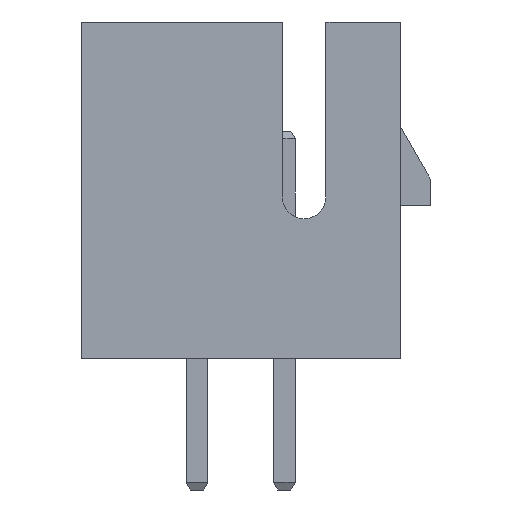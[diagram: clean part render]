
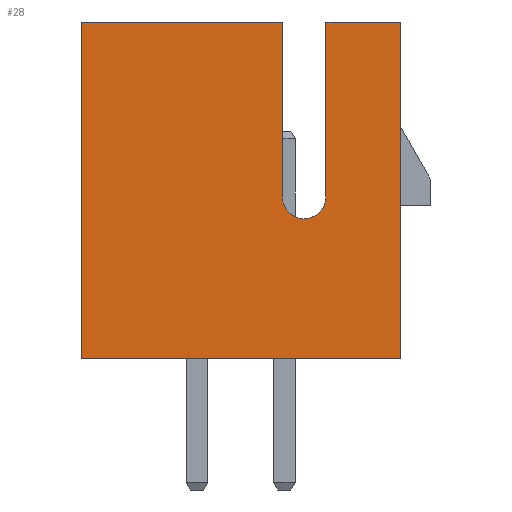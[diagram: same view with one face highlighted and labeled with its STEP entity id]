
A CAD part, left-side view. The second image highlights one B-rep face of the part: STEP entity #28.
In plain terms, the highlighted planar face has unit normal (-1, 0, 0).
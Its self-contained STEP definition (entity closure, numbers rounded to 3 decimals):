
#28 = ADVANCED_FACE ( 'NONE', ( #3317 ), #598, .T. ) ;
#34 = CARTESIAN_POINT ( 'NONE',  ( -10., 3.65, 7.7 ) ) ;
#153 = LINE ( 'NONE', #5215, #3023 ) ;
#206 = CIRCLE ( 'NONE', #683, 0.5 ) ;
#283 = VERTEX_POINT ( 'NONE', #1906 ) ;
#472 = DIRECTION ( 'NONE',  ( 0., 0., 1. ) ) ;
#477 = ORIENTED_EDGE ( 'NONE', *, *, #490, .T. ) ;
#490 = EDGE_CURVE ( 'NONE', #4598, #4022, #4991, .T. ) ;
#502 = DIRECTION ( 'NONE',  ( 0., 0., -1. ) ) ;
#521 = ORIENTED_EDGE ( 'NONE', *, *, #1228, .T. ) ;
#524 = LINE ( 'NONE', #4139, #5621 ) ;
#528 = EDGE_CURVE ( 'NONE', #2052, #283, #153, .T. ) ;
#598 = PLANE ( 'NONE',  #624 ) ;
#624 = AXIS2_PLACEMENT_3D ( 'NONE', #2154, #1699, #2608 ) ;
#640 = VERTEX_POINT ( 'NONE', #4424 ) ;
#683 = AXIS2_PLACEMENT_3D ( 'NONE', #1081, #5159, #1530 ) ;
#842 = ORIENTED_EDGE ( 'NONE', *, *, #2434, .T. ) ;
#862 = DIRECTION ( 'NONE',  ( 0., 1., 0. ) ) ;
#903 = VERTEX_POINT ( 'NONE', #3426 ) ;
#919 = LINE ( 'NONE', #5095, #1042 ) ;
#1042 = VECTOR ( 'NONE', #5441, 1000. ) ;
#1081 = CARTESIAN_POINT ( 'NONE',  ( -10., -1.45, 3.7 ) ) ;
#1103 = EDGE_LOOP ( 'NONE', ( #842, #3086, #521, #5308, #2536, #3497, #477, #1375 ) ) ;
#1228 = EDGE_CURVE ( 'NONE', #283, #903, #5443, .T. ) ;
#1375 = ORIENTED_EDGE ( 'NONE', *, *, #2120, .T. ) ;
#1506 = CARTESIAN_POINT ( 'NONE',  ( -10., -1.95, 3.7 ) ) ;
#1530 = DIRECTION ( 'NONE',  ( 0., 0., 1. ) ) ;
#1559 = VERTEX_POINT ( 'NONE', #2852 ) ;
#1699 = DIRECTION ( 'NONE',  ( -1., 0., 0. ) ) ;
#1812 = CARTESIAN_POINT ( 'NONE',  ( -10., 3.65, 0. ) ) ;
#1872 = VECTOR ( 'NONE', #4108, 1000. ) ;
#1906 = CARTESIAN_POINT ( 'NONE',  ( -10., -0.95, 7.7 ) ) ;
#1922 = CARTESIAN_POINT ( 'NONE',  ( -10., -3.65, 7.7 ) ) ;
#2052 = VERTEX_POINT ( 'NONE', #2352 ) ;
#2120 = EDGE_CURVE ( 'NONE', #4022, #2807, #4637, .T. ) ;
#2154 = CARTESIAN_POINT ( 'NONE',  ( -10., 3.65, 0. ) ) ;
#2285 = EDGE_CURVE ( 'NONE', #1559, #640, #524, .T. ) ;
#2352 = CARTESIAN_POINT ( 'NONE',  ( -10., -0.95, 3.7 ) ) ;
#2434 = EDGE_CURVE ( 'NONE', #2807, #2052, #206, .T. ) ;
#2536 = ORIENTED_EDGE ( 'NONE', *, *, #2285, .T. ) ;
#2608 = DIRECTION ( 'NONE',  ( 0., 0., 1. ) ) ;
#2737 = CARTESIAN_POINT ( 'NONE',  ( -10., 3.65, 7.7 ) ) ;
#2807 = VERTEX_POINT ( 'NONE', #1506 ) ;
#2852 = CARTESIAN_POINT ( 'NONE',  ( -10., 3.65, 0. ) ) ;
#3023 = VECTOR ( 'NONE', #4225, 1000. ) ;
#3086 = ORIENTED_EDGE ( 'NONE', *, *, #528, .T. ) ;
#3317 = FACE_OUTER_BOUND ( 'NONE', #1103, .T. ) ;
#3426 = CARTESIAN_POINT ( 'NONE',  ( -10., 3.65, 7.7 ) ) ;
#3497 = ORIENTED_EDGE ( 'NONE', *, *, #5069, .F. ) ;
#3665 = DIRECTION ( 'NONE',  ( 0., -1., 0. ) ) ;
#3936 = VECTOR ( 'NONE', #862, 1000. ) ;
#3979 = EDGE_CURVE ( 'NONE', #1559, #903, #4397, .T. ) ;
#4022 = VERTEX_POINT ( 'NONE', #4673 ) ;
#4108 = DIRECTION ( 'NONE',  ( 0., 1., 0. ) ) ;
#4139 = CARTESIAN_POINT ( 'NONE',  ( -10., 0., 0. ) ) ;
#4225 = DIRECTION ( 'NONE',  ( 0., 0., 1. ) ) ;
#4397 = LINE ( 'NONE', #1812, #4929 ) ;
#4424 = CARTESIAN_POINT ( 'NONE',  ( -10., -3.65, 0. ) ) ;
#4579 = CARTESIAN_POINT ( 'NONE',  ( -10., -1.95, 0. ) ) ;
#4598 = VERTEX_POINT ( 'NONE', #1922 ) ;
#4637 = LINE ( 'NONE', #4579, #4979 ) ;
#4673 = CARTESIAN_POINT ( 'NONE',  ( -10., -1.95, 7.7 ) ) ;
#4929 = VECTOR ( 'NONE', #472, 1000. ) ;
#4979 = VECTOR ( 'NONE', #502, 1000. ) ;
#4991 = LINE ( 'NONE', #2737, #1872 ) ;
#5069 = EDGE_CURVE ( 'NONE', #4598, #640, #919, .T. ) ;
#5095 = CARTESIAN_POINT ( 'NONE',  ( -10., -3.65, 0. ) ) ;
#5159 = DIRECTION ( 'NONE',  ( 1., 0., 0. ) ) ;
#5215 = CARTESIAN_POINT ( 'NONE',  ( -10., -0.95, 0. ) ) ;
#5308 = ORIENTED_EDGE ( 'NONE', *, *, #3979, .F. ) ;
#5441 = DIRECTION ( 'NONE',  ( 0., 0., -1. ) ) ;
#5443 = LINE ( 'NONE', #34, #3936 ) ;
#5621 = VECTOR ( 'NONE', #3665, 1000. ) ;
